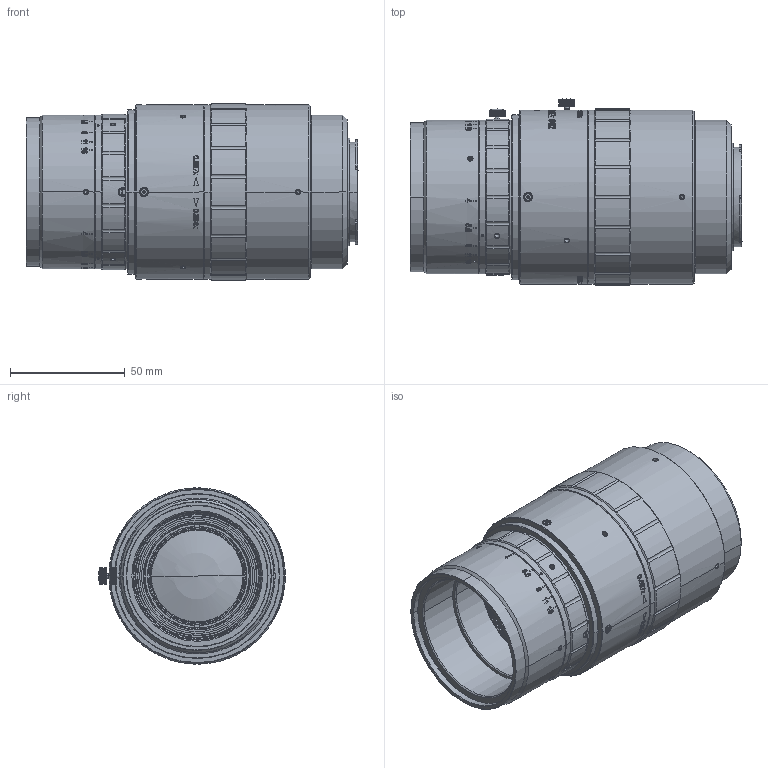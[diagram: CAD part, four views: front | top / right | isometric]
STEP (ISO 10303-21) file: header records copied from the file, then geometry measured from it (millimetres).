
FILE_DESCRIPTION((''),'2;1');
FILE_NAME('LM8540A_F_WX3D','2022-09-14T',('Administrator'),(''),'PRO/ENGINEER BY PARAMETRIC TECHNOLOGY CORPORATION, 2014320','PRO/ENGINEER BY PARAMETRIC TECHNOLOGY CORPORATION, 2014320','');
FILE_SCHEMA(('CONFIG_CONTROL_DESIGN'));
Length unit declared in the file: millimetre
Products named in the file (1): LM8540A_F_WX3D
Bounding box: 144.9 x 81.5 x 76.98 mm (x, y, z)
Volume: 299398 mm3; surface area: 157163.6 mm2
Topology: 2 solids, 37 shells, 3645 faces, 9744 edges, 6379 vertices
Faces by surface type: plane 1084, cylinder 1079, extrusion 792, bspline 314, cone 304, torus 60, sphere 12
Entity records: 143966 total; most frequent: CARTESIAN_POINT 57375, ORIENTED_EDGE 19412, DIRECTION 15322, EDGE_CURVE 9706, VERTEX_POINT 6379, AXIS2_PLACEMENT_3D 5390, VECTOR 4542, EDGE_LOOP 3967
